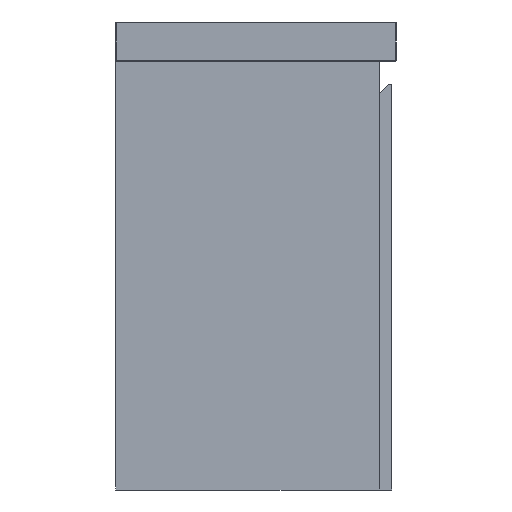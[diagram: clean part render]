
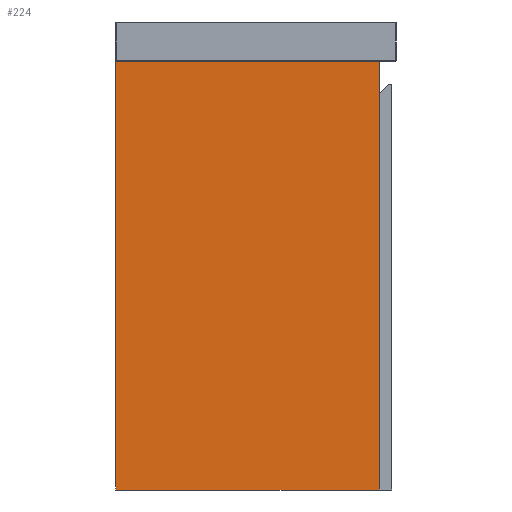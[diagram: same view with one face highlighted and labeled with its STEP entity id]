
A CAD part, left-side view. The second image highlights one B-rep face of the part: STEP entity #224.
In plain terms, the highlighted planar face has unit normal (-1, 0, 0).
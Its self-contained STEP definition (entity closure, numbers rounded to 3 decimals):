
#224=ADVANCED_FACE('',(#292),#1075,.T.);
#292=FACE_OUTER_BOUND('',#360,.T.);
#360=EDGE_LOOP('',(#464,#465,#466,#467));
#464=ORIENTED_EDGE('',*,*,#735,.F.);
#465=ORIENTED_EDGE('',*,*,#722,.T.);
#466=ORIENTED_EDGE('',*,*,#733,.T.);
#467=ORIENTED_EDGE('',*,*,#734,.F.);
#722=EDGE_CURVE('',#989,#988,#865,.T.);
#733=EDGE_CURVE('',#988,#996,#876,.T.);
#734=EDGE_CURVE('',#997,#996,#877,.T.);
#735=EDGE_CURVE('',#989,#997,#878,.T.);
#865=B_SPLINE_CURVE_WITH_KNOTS('',1,(#1482,#1483),.UNSPECIFIED.,.F.,.F.,
(2,2),(-550.,0.),.UNSPECIFIED.);
#876=B_SPLINE_CURVE_WITH_KNOTS('',1,(#1504,#1505),.UNSPECIFIED.,.F.,.F.,
(2,2),(-338.,0.),.UNSPECIFIED.);
#877=B_SPLINE_CURVE_WITH_KNOTS('',1,(#1506,#1507),.UNSPECIFIED.,.F.,.F.,
(2,2),(-550.,0.),.UNSPECIFIED.);
#878=B_SPLINE_CURVE_WITH_KNOTS('',1,(#1508,#1509),.UNSPECIFIED.,.F.,.F.,
(2,2),(-338.,0.),.UNSPECIFIED.);
#988=VERTEX_POINT('',#1462);
#989=VERTEX_POINT('',#1463);
#996=VERTEX_POINT('',#1470);
#997=VERTEX_POINT('',#1471);
#1075=PLANE('',#1252);
#1252=AXIS2_PLACEMENT_3D('',#1451,#1333,$);
#1333=DIRECTION('',(-1.,0.,0.));
#1451=CARTESIAN_POINT('',(-444.,-330.,371.8));
#1462=CARTESIAN_POINT('',(-444.,275.,338.));
#1463=CARTESIAN_POINT('',(-444.,-275.,338.));
#1470=CARTESIAN_POINT('',(-444.,275.,0.));
#1471=CARTESIAN_POINT('',(-444.,-275.,0.));
#1482=CARTESIAN_POINT('',(-444.,-275.,338.));
#1483=CARTESIAN_POINT('',(-444.,275.,338.));
#1504=CARTESIAN_POINT('',(-444.,275.,338.));
#1505=CARTESIAN_POINT('',(-444.,275.,0.));
#1506=CARTESIAN_POINT('',(-444.,-275.,0.));
#1507=CARTESIAN_POINT('',(-444.,275.,0.));
#1508=CARTESIAN_POINT('',(-444.,-275.,338.));
#1509=CARTESIAN_POINT('',(-444.,-275.,0.));
